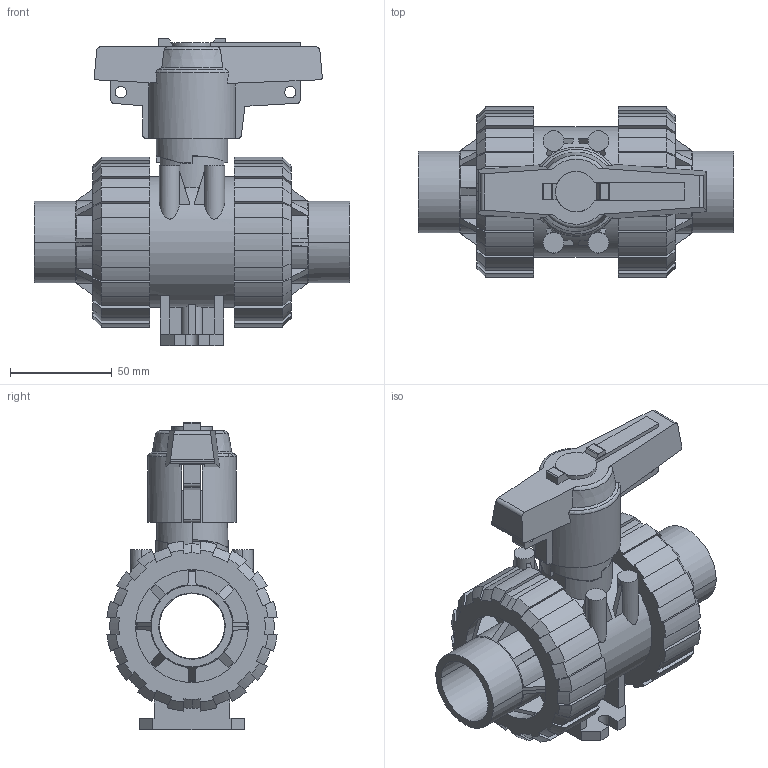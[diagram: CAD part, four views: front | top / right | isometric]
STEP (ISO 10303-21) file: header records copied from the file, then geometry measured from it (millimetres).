
FILE_DESCRIPTION(('STEP AP214'),'1');
FILE_NAME('cctmp_C1E2B3A1-F8BD-4518-8FBC-055AFAB60186_2021_10_22_07_35_58_0388..stp','2021-10-22T05:35:59',('Praher Valves GmbH'),('CADClick - www.CADClick.com'),'Spatial InterOp 3D',' ','unknown authorization');
FILE_SCHEMA(('AUTOMOTIVE_DESIGN'));
Length unit declared in the file: millimetre
Products named in the file (7): cc_unnamed; 210122_5; 210122_4; 210122_3; 210122_2; 210122_1; 210122
Assembly tree (6 placements, depth 2):
  cc_unnamed
    210122_5
    210122_4
    210122_3
    210122_2
    210122_1
    210122
Bounding box: 155 x 83.61 x 151.27 mm (x, y, z)
Volume: 479118 mm3; surface area: 130294 mm2
Topology: 6 solids, 6 shells, 508 faces, 1464 edges, 974 vertices
Faces by surface type: plane 250, cylinder 122, cone 80, bspline 48, torus 8
Entity records: 22831 total; most frequent: CARTESIAN_POINT 5778, ORIENTED_EDGE 2928, DIRECTION 2450, EDGE_CURVE 1464, VERTEX_POINT 974, AXIS2_PLACEMENT_3D 865, LINE 720, VECTOR 720
